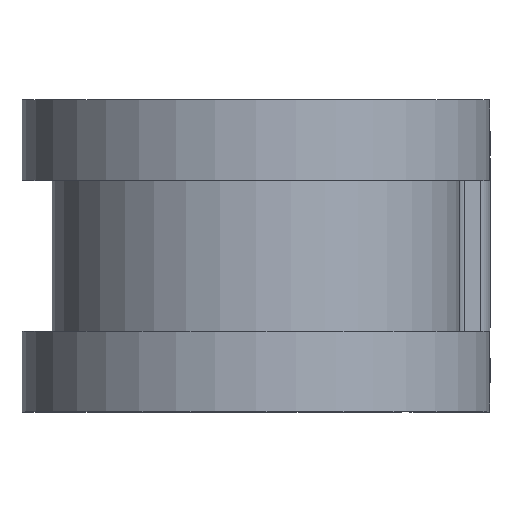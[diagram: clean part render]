
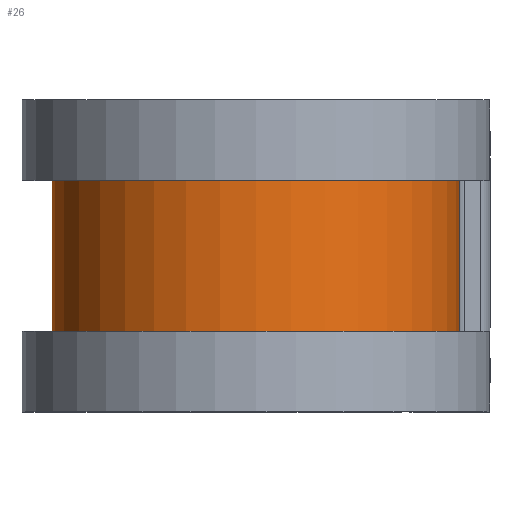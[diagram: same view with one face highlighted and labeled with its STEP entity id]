
A CAD part, top view. The second image highlights one B-rep face of the part: STEP entity #26.
In plain terms, the highlighted cylindrical face has radius 10.274 mm (diameter 20.549 mm), a partial arc.
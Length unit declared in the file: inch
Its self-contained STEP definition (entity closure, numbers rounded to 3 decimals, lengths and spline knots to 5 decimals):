
#26 = ADVANCED_FACE ( 'NONE', ( #110 ), #828, .T. ) ;
#35 = CARTESIAN_POINT ( 'NONE',  ( 0.4045, -0.15, 0. ) ) ;
#51 = EDGE_CURVE ( 'NONE', #515, #182, #444, .T. ) ;
#73 = CARTESIAN_POINT ( 'NONE',  ( 0.4045, 0.25, 0. ) ) ;
#110 = FACE_OUTER_BOUND ( 'NONE', #703, .T. ) ;
#182 = VERTEX_POINT ( 'NONE', #933 ) ;
#193 = VECTOR ( 'NONE', #1695, 39.37008 ) ;
#260 = DIRECTION ( 'NONE',  ( 0., -1., 0. ) ) ;
#320 = EDGE_CURVE ( 'NONE', #1587, #464, #1398, .T. ) ;
#375 = ORIENTED_EDGE ( 'NONE', *, *, #478, .T. ) ;
#420 = CARTESIAN_POINT ( 'NONE',  ( 0., -0.15, -0.4045 ) ) ;
#444 = CIRCLE ( 'NONE', #543, 0.4045 ) ;
#464 = VERTEX_POINT ( 'NONE', #420 ) ;
#478 = EDGE_CURVE ( 'NONE', #182, #464, #1107, .T. ) ;
#515 = VERTEX_POINT ( 'NONE', #1250 ) ;
#543 = AXIS2_PLACEMENT_3D ( 'NONE', #951, #947, #941 ) ;
#546 = ORIENTED_EDGE ( 'NONE', *, *, #320, .F. ) ;
#635 = AXIS2_PLACEMENT_3D ( 'NONE', #1133, #1154, #1222 ) ;
#703 = EDGE_LOOP ( 'NONE', ( #762, #1748, #375, #546 ) ) ;
#729 = DIRECTION ( 'NONE',  ( 0., 0., -1. ) ) ;
#762 = ORIENTED_EDGE ( 'NONE', *, *, #1285, .F. ) ;
#792 = AXIS2_PLACEMENT_3D ( 'NONE', #985, #861, #729 ) ;
#828 = CYLINDRICAL_SURFACE ( 'NONE', #635, 0.4045 ) ;
#861 = DIRECTION ( 'NONE',  ( 0., -1., 0. ) ) ;
#933 = CARTESIAN_POINT ( 'NONE',  ( 0., 0.15, -0.4045 ) ) ;
#941 = DIRECTION ( 'NONE',  ( 0., 0., -1. ) ) ;
#947 = DIRECTION ( 'NONE',  ( 0., -1., 0. ) ) ;
#951 = CARTESIAN_POINT ( 'NONE',  ( 0., 0.15, 0. ) ) ;
#985 = CARTESIAN_POINT ( 'NONE',  ( 0., -0.15, 0. ) ) ;
#1060 = VECTOR ( 'NONE', #260, 39.37008 ) ;
#1107 = LINE ( 'NONE', #1610, #1060 ) ;
#1133 = CARTESIAN_POINT ( 'NONE',  ( 0., 0.25, 0. ) ) ;
#1154 = DIRECTION ( 'NONE',  ( 0., -1., 0. ) ) ;
#1222 = DIRECTION ( 'NONE',  ( 0., 0., -1. ) ) ;
#1250 = CARTESIAN_POINT ( 'NONE',  ( 0.4045, 0.15, 0. ) ) ;
#1285 = EDGE_CURVE ( 'NONE', #515, #1587, #1576, .T. ) ;
#1398 = CIRCLE ( 'NONE', #792, 0.4045 ) ;
#1576 = LINE ( 'NONE', #73, #193 ) ;
#1587 = VERTEX_POINT ( 'NONE', #35 ) ;
#1610 = CARTESIAN_POINT ( 'NONE',  ( 0., 0.25, -0.4045 ) ) ;
#1695 = DIRECTION ( 'NONE',  ( 0., -1., 0. ) ) ;
#1748 = ORIENTED_EDGE ( 'NONE', *, *, #51, .T. ) ;
